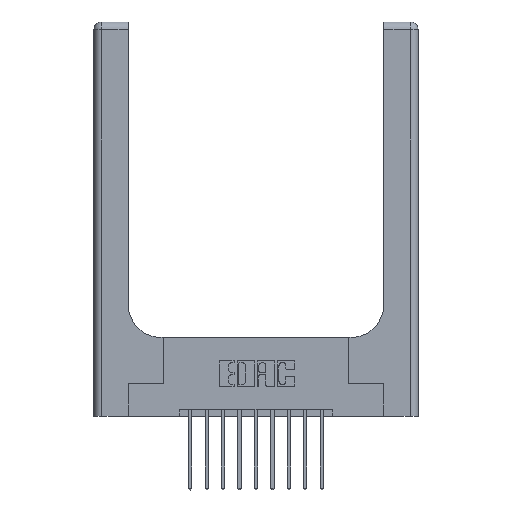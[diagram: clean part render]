
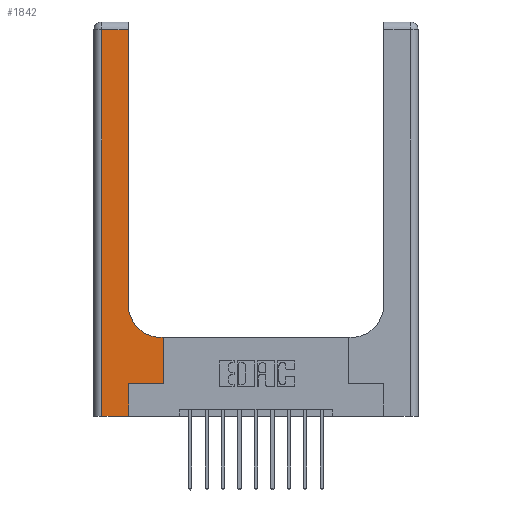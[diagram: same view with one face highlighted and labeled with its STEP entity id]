
A CAD part, top view. The second image highlights one B-rep face of the part: STEP entity #1842.
In plain terms, the highlighted planar face has unit normal (0, 0, 1).
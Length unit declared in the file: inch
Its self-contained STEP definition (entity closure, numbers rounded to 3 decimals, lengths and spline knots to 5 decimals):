
#229 = VERTEX_POINT ( 'NONE', #6385 ) ;
#236 = CARTESIAN_POINT ( 'NONE',  ( 0.51, 0.85, 0.37 ) ) ;
#272 = ORIENTED_EDGE ( 'NONE', *, *, #11345, .T. ) ;
#294 = CARTESIAN_POINT ( 'NONE',  ( 0.528, 0.25, 0.37 ) ) ;
#533 = VERTEX_POINT ( 'NONE', #294 ) ;
#915 = EDGE_CURVE ( 'NONE', #8316, #9874, #3701, .T. ) ;
#1047 = EDGE_CURVE ( 'NONE', #9874, #5169, #2926, .T. ) ;
#1250 = CARTESIAN_POINT ( 'NONE',  ( 0.51, 0.6, 0.37 ) ) ;
#1373 = DIRECTION ( 'NONE',  ( 1., 0., 0. ) ) ;
#1408 = CARTESIAN_POINT ( 'NONE',  ( 0.26, 0.85, 0.37 ) ) ;
#1466 = DIRECTION ( 'NONE',  ( -1., 0., 0. ) ) ;
#1584 = DIRECTION ( 'NONE',  ( -1., 0., 0. ) ) ;
#1686 = CARTESIAN_POINT ( 'NONE',  ( 0., 2.94, 0.37 ) ) ;
#1745 = ORIENTED_EDGE ( 'NONE', *, *, #9629, .T. ) ;
#1842 = ADVANCED_FACE ( 'NONE', ( #3863 ), #15109, .F. ) ;
#2642 = CARTESIAN_POINT ( 'NONE',  ( 0.26, 2.94, 0.37 ) ) ;
#2644 = CARTESIAN_POINT ( 'NONE',  ( 0.265, 0.25, 0.37 ) ) ;
#2704 = CARTESIAN_POINT ( 'NONE',  ( 0.26, 3., 0.37 ) ) ;
#2926 = LINE ( 'NONE', #2704, #14959 ) ;
#3209 = CARTESIAN_POINT ( 'NONE',  ( 0.06, 2.94, 0.37 ) ) ;
#3606 = LINE ( 'NONE', #1686, #10073 ) ;
#3701 = CIRCLE ( 'NONE', #4725, 0.25 ) ;
#3863 = FACE_OUTER_BOUND ( 'NONE', #11433, .T. ) ;
#4075 = EDGE_CURVE ( 'NONE', #5169, #6991, #3606, .T. ) ;
#4277 = ORIENTED_EDGE ( 'NONE', *, *, #8320, .T. ) ;
#4342 = CARTESIAN_POINT ( 'NONE',  ( 0., 3., 0.37 ) ) ;
#4626 = AXIS2_PLACEMENT_3D ( 'NONE', #4342, #15162, #15060 ) ;
#4725 = AXIS2_PLACEMENT_3D ( 'NONE', #236, #12227, #1373 ) ;
#5169 = VERTEX_POINT ( 'NONE', #2642 ) ;
#5204 = ORIENTED_EDGE ( 'NONE', *, *, #1047, .T. ) ;
#5276 = CARTESIAN_POINT ( 'NONE',  ( 0.265, 0.25, 0.37 ) ) ;
#5457 = ORIENTED_EDGE ( 'NONE', *, *, #4075, .T. ) ;
#5661 = LINE ( 'NONE', #10391, #8903 ) ;
#5729 = DIRECTION ( 'NONE',  ( 0., 1., 0. ) ) ;
#6293 = ORIENTED_EDGE ( 'NONE', *, *, #9989, .T. ) ;
#6308 = CARTESIAN_POINT ( 'NONE',  ( 0.26, 0.6, 0.37 ) ) ;
#6338 = LINE ( 'NONE', #2644, #10138 ) ;
#6385 = CARTESIAN_POINT ( 'NONE',  ( 0.06, 0., 0.37 ) ) ;
#6671 = VECTOR ( 'NONE', #1466, 39.37008 ) ;
#6866 = LINE ( 'NONE', #14035, #8000 ) ;
#6991 = VERTEX_POINT ( 'NONE', #3209 ) ;
#8000 = VECTOR ( 'NONE', #5729, 39.37008 ) ;
#8007 = DIRECTION ( 'NONE',  ( 0., -1., 0. ) ) ;
#8212 = VERTEX_POINT ( 'NONE', #8330 ) ;
#8316 = VERTEX_POINT ( 'NONE', #1250 ) ;
#8320 = EDGE_CURVE ( 'NONE', #8496, #533, #6338, .T. ) ;
#8330 = CARTESIAN_POINT ( 'NONE',  ( 0.265, 0., 0.37 ) ) ;
#8496 = VERTEX_POINT ( 'NONE', #5276 ) ;
#8634 = DIRECTION ( 'NONE',  ( 1., 0., 0. ) ) ;
#8707 = VECTOR ( 'NONE', #10293, 39.37008 ) ;
#8903 = VECTOR ( 'NONE', #8007, 39.37008 ) ;
#9106 = EDGE_CURVE ( 'NONE', #533, #11319, #15487, .T. ) ;
#9629 = EDGE_CURVE ( 'NONE', #8212, #8496, #6866, .T. ) ;
#9874 = VERTEX_POINT ( 'NONE', #1408 ) ;
#9989 = EDGE_CURVE ( 'NONE', #11319, #8316, #10266, .T. ) ;
#10073 = VECTOR ( 'NONE', #1584, 39.37008 ) ;
#10138 = VECTOR ( 'NONE', #8634, 39.37008 ) ;
#10266 = LINE ( 'NONE', #6308, #6671 ) ;
#10293 = DIRECTION ( 'NONE',  ( 1., 0., 0. ) ) ;
#10391 = CARTESIAN_POINT ( 'NONE',  ( 0.06, 3., 0.37 ) ) ;
#11256 = DIRECTION ( 'NONE',  ( 0., 1., 0. ) ) ;
#11319 = VERTEX_POINT ( 'NONE', #12586 ) ;
#11326 = CARTESIAN_POINT ( 'NONE',  ( 0., 0., 0.37 ) ) ;
#11345 = EDGE_CURVE ( 'NONE', #229, #8212, #12279, .T. ) ;
#11433 = EDGE_LOOP ( 'NONE', ( #5204, #5457, #14970, #272, #1745, #4277, #14747, #6293, #12857 ) ) ;
#11448 = DIRECTION ( 'NONE',  ( 0., 1., 0. ) ) ;
#11902 = EDGE_CURVE ( 'NONE', #6991, #229, #5661, .T. ) ;
#12227 = DIRECTION ( 'NONE',  ( 0., 0., -1. ) ) ;
#12279 = LINE ( 'NONE', #11326, #8707 ) ;
#12586 = CARTESIAN_POINT ( 'NONE',  ( 0.528, 0.6, 0.37 ) ) ;
#12857 = ORIENTED_EDGE ( 'NONE', *, *, #915, .T. ) ;
#13463 = VECTOR ( 'NONE', #11448, 39.37008 ) ;
#13784 = CARTESIAN_POINT ( 'NONE',  ( 0.528, 0.25, 0.37 ) ) ;
#14035 = CARTESIAN_POINT ( 'NONE',  ( 0.265, 0., 0.37 ) ) ;
#14747 = ORIENTED_EDGE ( 'NONE', *, *, #9106, .T. ) ;
#14959 = VECTOR ( 'NONE', #11256, 39.37008 ) ;
#14970 = ORIENTED_EDGE ( 'NONE', *, *, #11902, .T. ) ;
#15060 = DIRECTION ( 'NONE',  ( -1., 0., 0. ) ) ;
#15109 = PLANE ( 'NONE',  #4626 ) ;
#15162 = DIRECTION ( 'NONE',  ( 0., 0., -1. ) ) ;
#15487 = LINE ( 'NONE', #13784, #13463 ) ;
